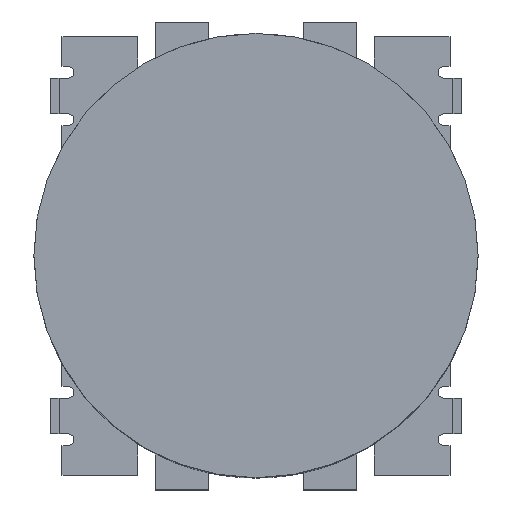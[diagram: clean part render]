
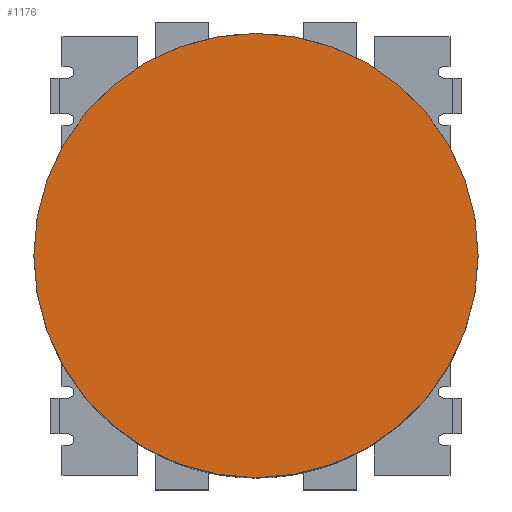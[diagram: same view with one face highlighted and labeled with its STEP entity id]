
A CAD part, top view. The second image highlights one B-rep face of the part: STEP entity #1176.
In plain terms, the highlighted planar face has unit normal (0, 0, 1).
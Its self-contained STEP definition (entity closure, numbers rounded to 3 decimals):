
#107 = EDGE_CURVE('',#108,#110,#112,.T.);
#108 = VERTEX_POINT('',#109);
#109 = CARTESIAN_POINT('',(0.,-3.75,4.2));
#110 = VERTEX_POINT('',#111);
#111 = CARTESIAN_POINT('',(0.,3.75,4.2));
#112 = CIRCLE('',#113,3.75);
#113 = AXIS2_PLACEMENT_3D('',#114,#115,#116);
#114 = CARTESIAN_POINT('',(0.,0.,4.2));
#115 = DIRECTION('',(0.,0.,1.));
#116 = DIRECTION('',(0.,-1.,0.));
#1176 = ADVANCED_FACE('',(#1177),#1187,.T.);
#1177 = FACE_BOUND('',#1178,.T.);
#1178 = EDGE_LOOP('',(#1179,#1186));
#1179 = ORIENTED_EDGE('',*,*,#1180,.T.);
#1180 = EDGE_CURVE('',#110,#108,#1181,.T.);
#1181 = CIRCLE('',#1182,3.75);
#1182 = AXIS2_PLACEMENT_3D('',#1183,#1184,#1185);
#1183 = CARTESIAN_POINT('',(0.,0.,4.2));
#1184 = DIRECTION('',(0.,0.,1.));
#1185 = DIRECTION('',(0.,-1.,0.));
#1186 = ORIENTED_EDGE('',*,*,#107,.T.);
#1187 = PLANE('',#1188);
#1188 = AXIS2_PLACEMENT_3D('',#1189,#1190,#1191);
#1189 = CARTESIAN_POINT('',(0.,0.,4.2));
#1190 = DIRECTION('',(0.,0.,1.));
#1191 = DIRECTION('',(0.,-1.,0.));
